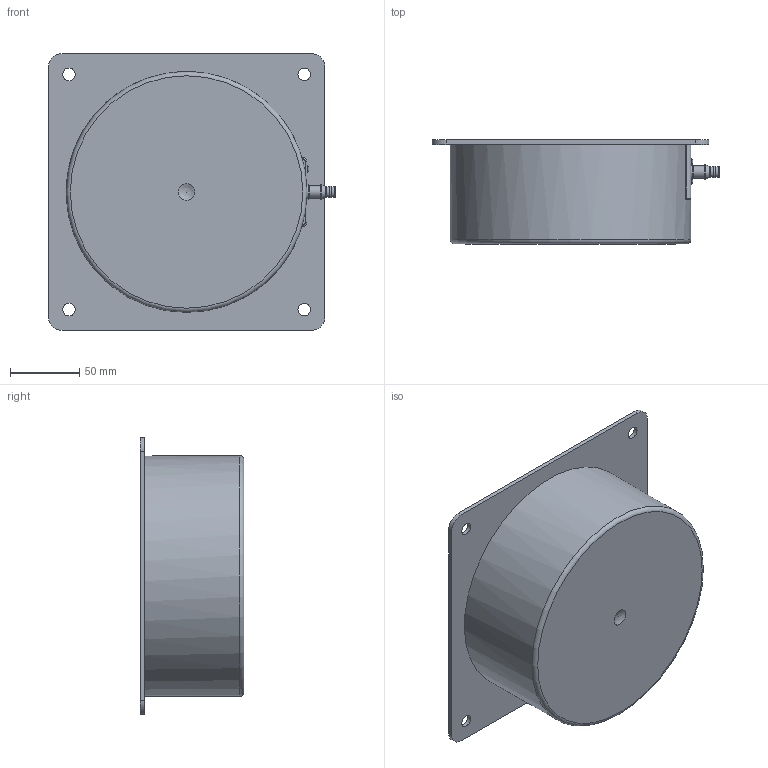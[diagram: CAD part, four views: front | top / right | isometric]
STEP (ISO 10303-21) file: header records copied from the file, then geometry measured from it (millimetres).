
FILE_DESCRIPTION(/* description */ ('Unknown'),/* implementation_level */ '2;1');
FILE_NAME(/* name */ '_VBI-F180',/* time_stamp */ '2022-04-18T13:52:36+05:00',/* author */ ('Unknown'),/* organization */ ('Unknown'),/* preprocessor_version */ 'ST-DEVELOPER v16.7',/* originating_system */ 'Solid Edge',/* authorisation */ 'Unknown');
FILE_SCHEMA (('AUTOMOTIVE_DESIGN {1 0 10303 214 3 1 1}'));
Length unit declared in the file: millimetre
Products named in the file (10): 栖闉罻; À1.093 Êîðïóñ 180 (ðàçáîðíûé); Á0.146 Ïàíåëü; Screw_DIN_7513_FE_M4x20_v16.00; Ý3.017 Ïëàñòèíà ýêðàíèðóþùàÿ; Á2.028 Øòóöåð; Ðåçèñòîð 3296W-1-203LF 20 êÎì; Ê0.009 Óäëèíèòåëü ðåãóëèðîâî÷íîãî ðåçèñòîðà; ﾑ粢蒻鮏 L-934; ﾎ0.008 ﾋ竟鈞 褪鮏韶萵
Assembly tree (16 placements, depth 2):
  栖闉罻
    À1.093 Êîðïóñ 180 (ðàçáîðíûé)
    Á0.146 Ïàíåëü
    Screw_DIN_7513_FE_M4x20_v16.00  x6
    Ý3.017 Ïëàñòèíà ýêðàíèðóþùàÿ
    Á2.028 Øòóöåð
    Ðåçèñòîð 3296W-1-203LF 20 êÎì
    Ê0.009 Óäëèíèòåëü ðåãóëèðîâî÷íîãî ðåçèñòîðà
    ﾑ粢蒻鮏 L-934  x2
    ﾎ0.008 ﾋ竟鈞 褪鮏韶萵  x2
Bounding box: 207.84 x 75 x 200 mm (x, y, z)
Volume: 346936.2 mm3; surface area: 222478.5 mm2
Topology: 16 solids, 16 shells, 578 faces, 1474 edges, 951 vertices
Faces by surface type: plane 257, cylinder 162, bspline 72, cone 46, torus 34, sphere 7
Full cylindrical faces by diameter (mm): 0.5 x3, 2.15 x1, 2.3 x1, 2.5 x1, 3 x2, 3.1 x2, 3.2 x2, 3.5 x8, 3.55 x1, 3.6 x6, 4.3 x4, 4.9 x2, 5.5 x6, 5.8 x1, 7.5 x1, 7.8 x2, 8.4 x3, 8.55 x1, 9 x5, 9.5 x2, 9.55 x1, 9.65 x2, 10.5 x2, 12 x3, 20 x1, 25 x1, 174 x1
Entity records: 11953 total; most frequent: CARTESIAN_POINT 2161, DIRECTION 1761, ORIENTED_EDGE 1572, EDGE_CURVE 786, AXIS2_PLACEMENT_3D 674, VERTEX_POINT 552, EDGE_LOOP 514, FACE_BOUND 514
